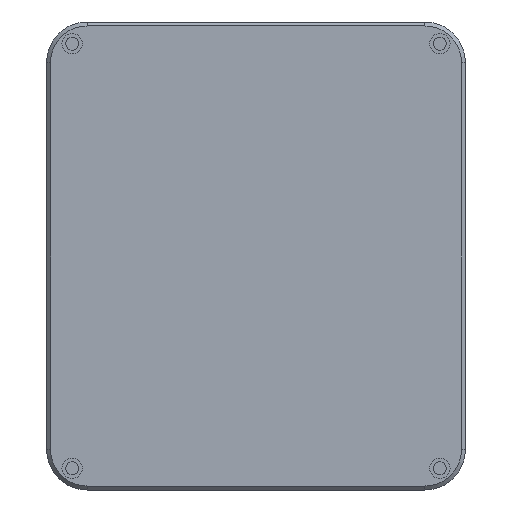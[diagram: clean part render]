
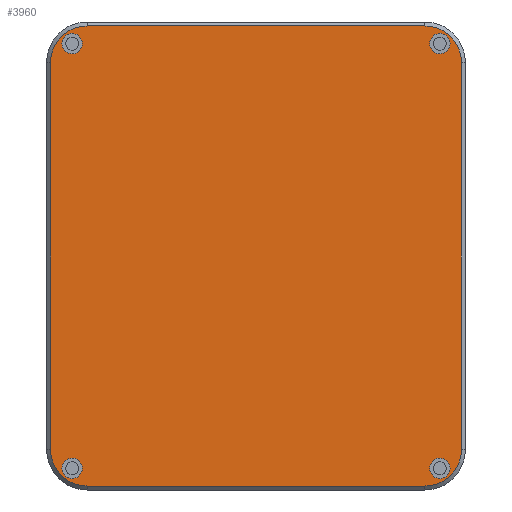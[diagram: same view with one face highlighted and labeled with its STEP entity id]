
A CAD part, left-side view. The second image highlights one B-rep face of the part: STEP entity #3960.
In plain terms, the highlighted planar face has unit normal (-1, 0, 0).
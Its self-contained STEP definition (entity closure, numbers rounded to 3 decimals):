
#182=FACE_BOUND('',#641,.T.);
#183=FACE_BOUND('',#642,.T.);
#184=FACE_BOUND('',#643,.T.);
#185=FACE_BOUND('',#644,.T.);
#223=PLANE('',#4243);
#386=FACE_OUTER_BOUND('',#640,.T.);
#640=EDGE_LOOP('',(#2852,#2853,#2854,#2855,#2856,#2857,#2858,#2859));
#641=EDGE_LOOP('',(#2860));
#642=EDGE_LOOP('',(#2861));
#643=EDGE_LOOP('',(#2862));
#644=EDGE_LOOP('',(#2863));
#926=LINE('',#5506,#1358);
#927=LINE('',#5510,#1359);
#928=LINE('',#5514,#1360);
#929=LINE('',#5518,#1361);
#1358=VECTOR('',#4580,10.);
#1359=VECTOR('',#4583,10.);
#1360=VECTOR('',#4586,10.);
#1361=VECTOR('',#4589,10.);
#1752=CIRCLE('',#4197,2.6);
#1755=CIRCLE('',#4202,2.6);
#1758=CIRCLE('',#4207,2.6);
#1761=CIRCLE('',#4212,2.6);
#1775=CIRCLE('',#4244,9.3);
#1776=CIRCLE('',#4245,9.3);
#1777=CIRCLE('',#4246,9.3);
#1778=CIRCLE('',#4247,9.3);
#1813=VERTEX_POINT('',#5376);
#1816=VERTEX_POINT('',#5385);
#1819=VERTEX_POINT('',#5394);
#1822=VERTEX_POINT('',#5403);
#1856=VERTEX_POINT('',#5504);
#1857=VERTEX_POINT('',#5505);
#1858=VERTEX_POINT('',#5507);
#1859=VERTEX_POINT('',#5509);
#1860=VERTEX_POINT('',#5511);
#1861=VERTEX_POINT('',#5513);
#1862=VERTEX_POINT('',#5515);
#1863=VERTEX_POINT('',#5517);
#2161=EDGE_CURVE('',#1813,#1813,#1752,.T.);
#2165=EDGE_CURVE('',#1816,#1816,#1755,.T.);
#2169=EDGE_CURVE('',#1819,#1819,#1758,.T.);
#2173=EDGE_CURVE('',#1822,#1822,#1761,.T.);
#2222=EDGE_CURVE('',#1856,#1857,#926,.T.);
#2223=EDGE_CURVE('',#1858,#1856,#1775,.T.);
#2224=EDGE_CURVE('',#1859,#1858,#927,.T.);
#2225=EDGE_CURVE('',#1860,#1859,#1776,.T.);
#2226=EDGE_CURVE('',#1861,#1860,#928,.T.);
#2227=EDGE_CURVE('',#1862,#1861,#1777,.T.);
#2228=EDGE_CURVE('',#1863,#1862,#929,.T.);
#2229=EDGE_CURVE('',#1857,#1863,#1778,.T.);
#2852=ORIENTED_EDGE('',*,*,#2222,.F.);
#2853=ORIENTED_EDGE('',*,*,#2223,.F.);
#2854=ORIENTED_EDGE('',*,*,#2224,.F.);
#2855=ORIENTED_EDGE('',*,*,#2225,.F.);
#2856=ORIENTED_EDGE('',*,*,#2226,.F.);
#2857=ORIENTED_EDGE('',*,*,#2227,.F.);
#2858=ORIENTED_EDGE('',*,*,#2228,.F.);
#2859=ORIENTED_EDGE('',*,*,#2229,.F.);
#2860=ORIENTED_EDGE('',*,*,#2161,.T.);
#2861=ORIENTED_EDGE('',*,*,#2165,.T.);
#2862=ORIENTED_EDGE('',*,*,#2169,.T.);
#2863=ORIENTED_EDGE('',*,*,#2173,.T.);
#3960=ADVANCED_FACE('',(#386,#182,#183,#184,#185),#223,.T.);
#4197=AXIS2_PLACEMENT_3D('',#5377,#4448,#4449);
#4202=AXIS2_PLACEMENT_3D('',#5386,#4459,#4460);
#4207=AXIS2_PLACEMENT_3D('',#5395,#4470,#4471);
#4212=AXIS2_PLACEMENT_3D('',#5404,#4481,#4482);
#4243=AXIS2_PLACEMENT_3D('',#5503,#4578,#4579);
#4244=AXIS2_PLACEMENT_3D('',#5508,#4581,#4582);
#4245=AXIS2_PLACEMENT_3D('',#5512,#4584,#4585);
#4246=AXIS2_PLACEMENT_3D('',#5516,#4587,#4588);
#4247=AXIS2_PLACEMENT_3D('',#5519,#4590,#4591);
#4448=DIRECTION('center_axis',(1.,0.,0.));
#4449=DIRECTION('ref_axis',(0.,0.,-1.));
#4459=DIRECTION('center_axis',(1.,0.,0.));
#4460=DIRECTION('ref_axis',(0.,0.,-1.));
#4470=DIRECTION('center_axis',(1.,0.,0.));
#4471=DIRECTION('ref_axis',(0.,0.,-1.));
#4481=DIRECTION('center_axis',(1.,0.,0.));
#4482=DIRECTION('ref_axis',(0.,0.,-1.));
#4578=DIRECTION('center_axis',(-1.,0.,0.));
#4579=DIRECTION('ref_axis',(0.,-1.,0.));
#4580=DIRECTION('',(0.,0.,-1.));
#4581=DIRECTION('center_axis',(1.,0.,0.));
#4582=DIRECTION('ref_axis',(0.,-1.,0.));
#4583=DIRECTION('',(0.,-1.,0.));
#4584=DIRECTION('center_axis',(1.,0.,0.));
#4585=DIRECTION('ref_axis',(0.,0.,
1.));
#4586=DIRECTION('',(0.,0.,1.));
#4587=DIRECTION('center_axis',(1.,0.,0.));
#4588=DIRECTION('ref_axis',(0.,1.,0.));
#4589=DIRECTION('',(0.,1.,0.));
#4590=DIRECTION('center_axis',(1.,0.,0.));
#4591=DIRECTION('ref_axis',(0.,0.,-1.));
#5376=CARTESIAN_POINT('',(-29.9,-20.,105.6));
#5377=CARTESIAN_POINT('Origin',(-29.9,-20.,103.));
#5385=CARTESIAN_POINT('',(-29.9,73.5,105.6));
#5386=CARTESIAN_POINT('Origin',(-29.9,73.5,103.));
#5394=CARTESIAN_POINT('',(-29.9,-20.,-2.4));
#5395=CARTESIAN_POINT('Origin',(-29.9,-20.,-5.));
#5403=CARTESIAN_POINT('',(-29.9,73.5,-2.4));
#5404=CARTESIAN_POINT('Origin',(-29.9,73.5,-5.));
#5503=CARTESIAN_POINT('Origin',(-29.9,26.75,49.));
#5504=CARTESIAN_POINT('',(-29.9,-25.5,98.2));
#5505=CARTESIAN_POINT('',(-29.9,-25.5,-0.2));
#5506=CARTESIAN_POINT('',(-29.9,-25.5,24.4));
#5507=CARTESIAN_POINT('',(-29.9,-16.2,107.5));
#5508=CARTESIAN_POINT('Origin',(-29.9,-16.2,98.2));
#5509=CARTESIAN_POINT('',(-29.9,69.7,107.5));
#5510=CARTESIAN_POINT('',(-29.9,5.275,107.5));
#5511=CARTESIAN_POINT('',(-29.9,79.,98.2));
#5512=CARTESIAN_POINT('Origin',(-29.9,69.7,98.2));
#5513=CARTESIAN_POINT('',(-29.9,79.,-0.2));
#5514=CARTESIAN_POINT('',(-29.9,79.,73.6));
#5515=CARTESIAN_POINT('',(-29.9,69.7,-9.5));
#5516=CARTESIAN_POINT('Origin',(-29.9,69.7,-0.2));
#5517=CARTESIAN_POINT('',(-29.9,-16.2,-9.5));
#5518=CARTESIAN_POINT('',(-29.9,48.225,-9.5));
#5519=CARTESIAN_POINT('Origin',(-29.9,-16.2,-0.2));
